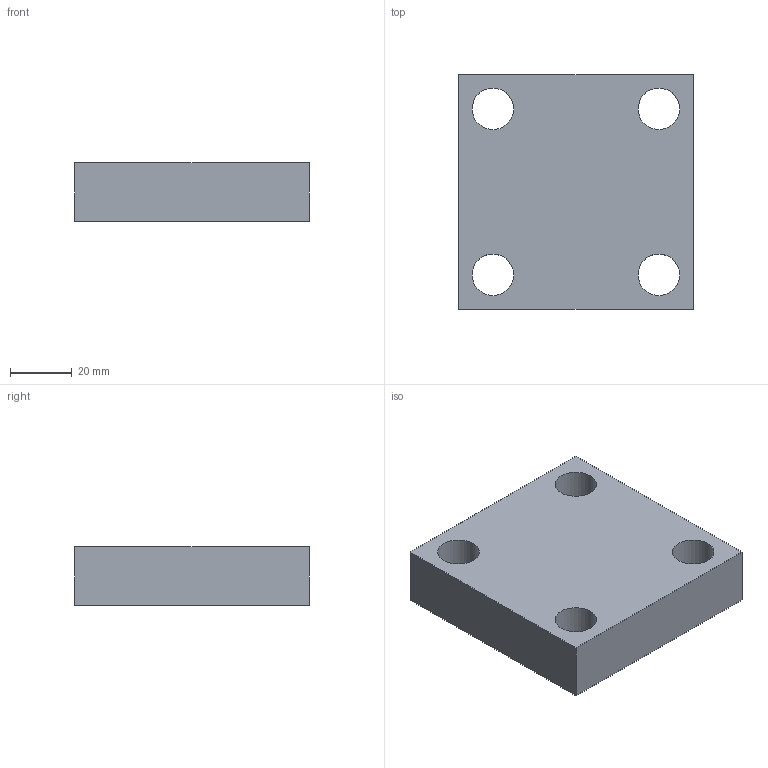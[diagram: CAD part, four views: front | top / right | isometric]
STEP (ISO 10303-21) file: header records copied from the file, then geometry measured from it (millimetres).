
FILE_DESCRIPTION(/* description */ (''),/* implementation_level */ '2;1');
FILE_NAME(/* name */ '_R06CPP.stp',/* time_stamp */ '2020-05-22T10:14:26-04:00',/* author */ ('alexanderw'),/* organization */ (''),/* preprocessor_version */ 'ST-DEVELOPER v17',/* originating_system */ 'Autodesk Inventor 2019',/* authorisation */ '');
FILE_SCHEMA (('AUTOMOTIVE_DESIGN { 1 0 10303 214 3 1 1 }'));
Length unit declared in the file: millimetre
Products named in the file (1): Part_DR06CPP_3D
Bounding box: 76.2 x 76.2 x 19.05 mm (x, y, z)
Volume: 98498.8 mm3; surface area: 20199.7 mm2
Topology: 1 solids, 1 shells, 294 faces, 806 edges, 541 vertices
Faces by surface type: plane 207, bspline 78, cylinder 8, cone 1
Full cylindrical faces by diameter (mm): 6.35 x1, 9.525 x1, 13.487 x4, 22.225 x2
Entity records: 9953 total; most frequent: CARTESIAN_POINT 2655, ORIENTED_EDGE 1610, DIRECTION 1111, EDGE_CURVE 805, LINE 621, VECTOR 621, VERTEX_POINT 541, EDGE_LOOP 330
